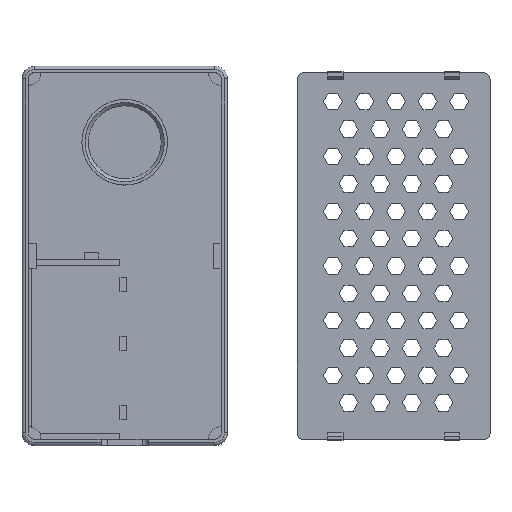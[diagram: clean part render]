
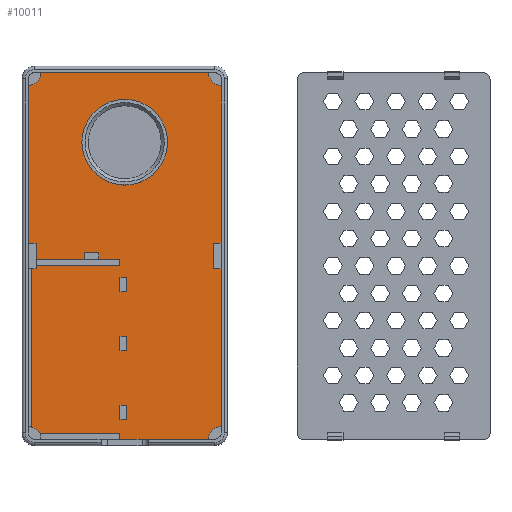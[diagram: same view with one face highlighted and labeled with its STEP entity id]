
A CAD part, top view. The second image highlights one B-rep face of the part: STEP entity #10011.
In plain terms, the highlighted planar face has unit normal (0, 0, 1).
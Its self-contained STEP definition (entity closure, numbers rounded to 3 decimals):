
#100=CIRCLE('',#10559,2.);
#101=CIRCLE('',#10560,2.);
#102=CIRCLE('',#10561,2.);
#103=CIRCLE('',#10562,13.55);
#2421=ORIENTED_EDGE('',*,*,#4064,.T.);
#2422=ORIENTED_EDGE('',*,*,#4144,.T.);
#2423=ORIENTED_EDGE('',*,*,#4051,.F.);
#2424=ORIENTED_EDGE('',*,*,#4145,.T.);
#2425=ORIENTED_EDGE('',*,*,#4090,.F.);
#2426=ORIENTED_EDGE('',*,*,#4146,.T.);
#2427=ORIENTED_EDGE('',*,*,#4130,.T.);
#2428=ORIENTED_EDGE('',*,*,#4147,.T.);
#2429=ORIENTED_EDGE('',*,*,#4148,.T.);
#2430=ORIENTED_EDGE('',*,*,#4149,.T.);
#2431=ORIENTED_EDGE('',*,*,#4150,.F.);
#2432=ORIENTED_EDGE('',*,*,#4151,.T.);
#2433=ORIENTED_EDGE('',*,*,#4152,.T.);
#2434=ORIENTED_EDGE('',*,*,#4153,.F.);
#2435=ORIENTED_EDGE('',*,*,#4154,.T.);
#2436=ORIENTED_EDGE('',*,*,#4155,.T.);
#2437=ORIENTED_EDGE('',*,*,#4156,.F.);
#2438=ORIENTED_EDGE('',*,*,#4157,.T.);
#2439=ORIENTED_EDGE('',*,*,#4158,.T.);
#2440=ORIENTED_EDGE('',*,*,#4159,.F.);
#2441=ORIENTED_EDGE('',*,*,#4160,.F.);
#2442=ORIENTED_EDGE('',*,*,#4161,.T.);
#2443=ORIENTED_EDGE('',*,*,#4162,.T.);
#2444=ORIENTED_EDGE('',*,*,#4163,.F.);
#2445=ORIENTED_EDGE('',*,*,#4164,.F.);
#2446=ORIENTED_EDGE('',*,*,#4165,.T.);
#2447=ORIENTED_EDGE('',*,*,#4166,.T.);
#2448=ORIENTED_EDGE('',*,*,#4167,.F.);
#2449=ORIENTED_EDGE('',*,*,#4168,.F.);
#2450=ORIENTED_EDGE('',*,*,#4169,.F.);
#4051=EDGE_CURVE('',#5095,#5096,#6380,.T.);
#4064=EDGE_CURVE('',#5109,#5108,#6392,.T.);
#4090=EDGE_CURVE('',#5134,#5135,#6415,.T.);
#4130=EDGE_CURVE('',#5170,#5169,#6447,.T.);
#4144=EDGE_CURVE('',#5108,#5096,#100,.T.);
#4145=EDGE_CURVE('',#5095,#5135,#101,.T.);
#4146=EDGE_CURVE('',#5134,#5170,#102,.T.);
#4147=EDGE_CURVE('',#5169,#5183,#6456,.T.);
#4148=EDGE_CURVE('',#5183,#5184,#6457,.T.);
#4149=EDGE_CURVE('',#5184,#5185,#6458,.T.);
#4150=EDGE_CURVE('',#5186,#5185,#6459,.T.);
#4151=EDGE_CURVE('',#5186,#5187,#6460,.T.);
#4152=EDGE_CURVE('',#5187,#5188,#6461,.T.);
#4153=EDGE_CURVE('',#5189,#5188,#6462,.T.);
#4154=EDGE_CURVE('',#5189,#5190,#6463,.T.);
#4155=EDGE_CURVE('',#5190,#5191,#6464,.T.);
#4156=EDGE_CURVE('',#5109,#5191,#6465,.T.);
#4157=EDGE_CURVE('',#5192,#5193,#6466,.T.);
#4158=EDGE_CURVE('',#5193,#5194,#6467,.T.);
#4159=EDGE_CURVE('',#5195,#5194,#6468,.T.);
#4160=EDGE_CURVE('',#5192,#5195,#6469,.T.);
#4161=EDGE_CURVE('',#5196,#5197,#6470,.T.);
#4162=EDGE_CURVE('',#5197,#5198,#6471,.T.);
#4163=EDGE_CURVE('',#5199,#5198,#6472,.T.);
#4164=EDGE_CURVE('',#5196,#5199,#6473,.T.);
#4165=EDGE_CURVE('',#5200,#5201,#6474,.T.);
#4166=EDGE_CURVE('',#5201,#5202,#6475,.T.);
#4167=EDGE_CURVE('',#5203,#5202,#6476,.T.);
#4168=EDGE_CURVE('',#5200,#5203,#6477,.T.);
#4169=EDGE_CURVE('',#5204,#5204,#103,.T.);
#5095=VERTEX_POINT('',#15396);
#5096=VERTEX_POINT('',#15398);
#5108=VERTEX_POINT('',#15423);
#5109=VERTEX_POINT('',#15425);
#5134=VERTEX_POINT('',#15477);
#5135=VERTEX_POINT('',#15478);
#5169=VERTEX_POINT('',#15553);
#5170=VERTEX_POINT('',#15555);
#5183=VERTEX_POINT('',#15586);
#5184=VERTEX_POINT('',#15588);
#5185=VERTEX_POINT('',#15590);
#5186=VERTEX_POINT('',#15592);
#5187=VERTEX_POINT('',#15594);
#5188=VERTEX_POINT('',#15596);
#5189=VERTEX_POINT('',#15598);
#5190=VERTEX_POINT('',#15600);
#5191=VERTEX_POINT('',#15602);
#5192=VERTEX_POINT('',#15605);
#5193=VERTEX_POINT('',#15606);
#5194=VERTEX_POINT('',#15608);
#5195=VERTEX_POINT('',#15610);
#5196=VERTEX_POINT('',#15613);
#5197=VERTEX_POINT('',#15614);
#5198=VERTEX_POINT('',#15616);
#5199=VERTEX_POINT('',#15618);
#5200=VERTEX_POINT('',#15621);
#5201=VERTEX_POINT('',#15622);
#5202=VERTEX_POINT('',#15624);
#5203=VERTEX_POINT('',#15626);
#5204=VERTEX_POINT('',#15629);
#6380=LINE('',#15397,#7699);
#6392=LINE('',#15424,#7711);
#6415=LINE('',#15476,#7734);
#6447=LINE('',#15554,#7766);
#6456=LINE('',#15585,#7775);
#6457=LINE('',#15587,#7776);
#6458=LINE('',#15589,#7777);
#6459=LINE('',#15591,#7778);
#6460=LINE('',#15593,#7779);
#6461=LINE('',#15595,#7780);
#6462=LINE('',#15597,#7781);
#6463=LINE('',#15599,#7782);
#6464=LINE('',#15601,#7783);
#6465=LINE('',#15603,#7784);
#6466=LINE('',#15604,#7785);
#6467=LINE('',#15607,#7786);
#6468=LINE('',#15609,#7787);
#6469=LINE('',#15611,#7788);
#6470=LINE('',#15612,#7789);
#6471=LINE('',#15615,#7790);
#6472=LINE('',#15617,#7791);
#6473=LINE('',#15619,#7792);
#6474=LINE('',#15620,#7793);
#6475=LINE('',#15623,#7794);
#6476=LINE('',#15625,#7795);
#6477=LINE('',#15627,#7796);
#7699=VECTOR('',#12569,1000.);
#7711=VECTOR('',#12585,1000.);
#7734=VECTOR('',#12616,1000.);
#7766=VECTOR('',#12668,1000.);
#7775=VECTOR('',#12695,1000.);
#7776=VECTOR('',#12696,1000.);
#7777=VECTOR('',#12697,1000.);
#7778=VECTOR('',#12698,1000.);
#7779=VECTOR('',#12699,1000.);
#7780=VECTOR('',#12700,1000.);
#7781=VECTOR('',#12701,1000.);
#7782=VECTOR('',#12702,1000.);
#7783=VECTOR('',#12703,1000.);
#7784=VECTOR('',#12704,1000.);
#7785=VECTOR('',#12705,1000.);
#7786=VECTOR('',#12706,1000.);
#7787=VECTOR('',#12707,1000.);
#7788=VECTOR('',#12708,1000.);
#7789=VECTOR('',#12709,1000.);
#7790=VECTOR('',#12710,1000.);
#7791=VECTOR('',#12711,1000.);
#7792=VECTOR('',#12712,1000.);
#7793=VECTOR('',#12713,1000.);
#7794=VECTOR('',#12714,1000.);
#7795=VECTOR('',#12715,1000.);
#7796=VECTOR('',#12716,1000.);
#8428=EDGE_LOOP('',(#2421,#2422,#2423,#2424,#2425,#2426,#2427,#2428,#2429,
#2430,#2431,#2432,#2433,#2434,#2435,#2436,#2437));
#8429=EDGE_LOOP('',(#2438,#2439,#2440,#2441));
#8430=EDGE_LOOP('',(#2442,#2443,#2444,#2445));
#8431=EDGE_LOOP('',(#2446,#2447,#2448,#2449));
#8432=EDGE_LOOP('',(#2450));
#9057=FACE_BOUND('',#8428,.T.);
#9058=FACE_BOUND('',#8429,.T.);
#9059=FACE_BOUND('',#8430,.T.);
#9060=FACE_BOUND('',#8431,.T.);
#9061=FACE_BOUND('',#8432,.T.);
#9562=PLANE('',#10558);
#10011=ADVANCED_FACE('',(#9057,#9058,#9059,#9060,#9061),#9562,.T.);
#10558=AXIS2_PLACEMENT_3D('',#15581,#12687,#12688);
#10559=AXIS2_PLACEMENT_3D('',#15582,#12689,#12690);
#10560=AXIS2_PLACEMENT_3D('',#15583,#12691,#12692);
#10561=AXIS2_PLACEMENT_3D('',#15584,#12693,#12694);
#10562=AXIS2_PLACEMENT_3D('',#15628,#12717,#12718);
#12569=DIRECTION('',(0.,-1.,0.));
#12585=DIRECTION('',(1.,0.,0.));
#12616=DIRECTION('',(1.,0.,0.));
#12668=DIRECTION('',(0.,-1.,0.));
#12687=DIRECTION('',(0.,0.,1.));
#12688=DIRECTION('',(1.,0.,0.));
#12689=DIRECTION('',(0.,0.,1.));
#12690=DIRECTION('',(1.,0.,0.));
#12691=DIRECTION('',(0.,0.,1.));
#12692=DIRECTION('',(1.,0.,0.));
#12693=DIRECTION('',(0.,0.,1.));
#12694=DIRECTION('',(1.,0.,0.));
#12695=DIRECTION('',(1.,0.,0.));
#12696=DIRECTION('',(0.,1.,0.));
#12697=DIRECTION('',(1.,0.,0.));
#12698=DIRECTION('',(0.,1.,0.));
#12699=DIRECTION('',(1.,0.,0.));
#12700=DIRECTION('',(0.,-1.,0.));
#12701=DIRECTION('',(1.,0.,0.));
#12702=DIRECTION('',(0.,-1.,0.));
#12703=DIRECTION('',(1.,0.,0.));
#12704=DIRECTION('',(0.,1.,0.));
#12705=DIRECTION('',(1.,0.,0.));
#12706=DIRECTION('',(0.,-1.,0.));
#12707=DIRECTION('',(1.,0.,0.));
#12708=DIRECTION('',(0.,-1.,0.));
#12709=DIRECTION('',(1.,0.,0.));
#12710=DIRECTION('',(0.,-1.,0.));
#12711=DIRECTION('',(1.,0.,0.));
#12712=DIRECTION('',(0.,-1.,0.));
#12713=DIRECTION('',(1.,0.,0.));
#12714=DIRECTION('',(0.,-1.,0.));
#12715=DIRECTION('',(1.,0.,0.));
#12716=DIRECTION('',(0.,-1.,0.));
#12717=DIRECTION('',(0.,0.,1.));
#12718=DIRECTION('',(1.,0.,0.));
#15396=CARTESIAN_POINT('',(30.5,56.,0.));
#15397=CARTESIAN_POINT('',(30.5,0.,0.));
#15398=CARTESIAN_POINT('',(30.5,-56.,0.));
#15423=CARTESIAN_POINT('',(28.5,-58.,0.));
#15424=CARTESIAN_POINT('',(14.5,-58.,0.));
#15425=CARTESIAN_POINT('',(-1.5,-58.,0.));
#15476=CARTESIAN_POINT('',(0.,58.,0.));
#15477=CARTESIAN_POINT('',(-28.5,58.,0.));
#15478=CARTESIAN_POINT('',(28.5,58.,0.));
#15553=CARTESIAN_POINT('',(-30.5,-1.,0.));
#15554=CARTESIAN_POINT('',(-30.5,-28.5,0.));
#15555=CARTESIAN_POINT('',(-30.5,56.,0.));
#15581=CARTESIAN_POINT('',(0.,0.,0.));
#15582=CARTESIAN_POINT('',(28.5,-56.,0.));
#15583=CARTESIAN_POINT('',(28.5,56.,0.));
#15584=CARTESIAN_POINT('',(-28.5,56.,0.));
#15585=CARTESIAN_POINT('',(-4.86,-1.,0.));
#15586=CARTESIAN_POINT('',(-12.72,-1.,0.));
#15587=CARTESIAN_POINT('',(-12.72,0.,0.));
#15588=CARTESIAN_POINT('',(-12.72,1.,0.));
#15589=CARTESIAN_POINT('',(-10.47,1.,0.));
#15590=CARTESIAN_POINT('',(-8.22,1.,0.));
#15591=CARTESIAN_POINT('',(-8.22,0.,0.));
#15592=CARTESIAN_POINT('',(-8.22,-1.,0.));
#15593=CARTESIAN_POINT('',(-4.86,-1.,0.));
#15594=CARTESIAN_POINT('',(-1.5,-1.,0.));
#15595=CARTESIAN_POINT('',(-1.5,-2.,0.));
#15596=CARTESIAN_POINT('',(-1.5,-3.,0.));
#15597=CARTESIAN_POINT('',(-15.5,-3.,0.));
#15598=CARTESIAN_POINT('',(-29.5,-3.,0.));
#15599=CARTESIAN_POINT('',(-29.5,-29.5,0.));
#15600=CARTESIAN_POINT('',(-29.5,-56.,0.));
#15601=CARTESIAN_POINT('',(-30.,-56.,0.));
#15602=CARTESIAN_POINT('',(-1.5,-56.,0.));
#15603=CARTESIAN_POINT('',(-1.5,-57.,0.));
#15604=CARTESIAN_POINT('',(-0.5,-6.823,0.));
#15605=CARTESIAN_POINT('',(-1.5,-6.823,0.));
#15606=CARTESIAN_POINT('',(0.5,-6.823,0.));
#15607=CARTESIAN_POINT('',(0.5,-9.073,0.));
#15608=CARTESIAN_POINT('',(0.5,-11.323,0.));
#15609=CARTESIAN_POINT('',(-0.5,-11.323,0.));
#15610=CARTESIAN_POINT('',(-1.5,-11.323,0.));
#15611=CARTESIAN_POINT('',(-1.5,-9.073,0.));
#15612=CARTESIAN_POINT('',(-0.5,-25.459,0.));
#15613=CARTESIAN_POINT('',(-1.5,-25.459,0.));
#15614=CARTESIAN_POINT('',(0.5,-25.459,0.));
#15615=CARTESIAN_POINT('',(0.5,-27.709,0.));
#15616=CARTESIAN_POINT('',(0.5,-29.959,0.));
#15617=CARTESIAN_POINT('',(-0.5,-29.959,0.));
#15618=CARTESIAN_POINT('',(-1.5,-29.959,0.));
#15619=CARTESIAN_POINT('',(-1.5,-27.709,0.));
#15620=CARTESIAN_POINT('',(-0.5,-47.193,0.));
#15621=CARTESIAN_POINT('',(-1.5,-47.193,0.));
#15622=CARTESIAN_POINT('',(0.5,-47.193,0.));
#15623=CARTESIAN_POINT('',(0.5,-49.443,0.));
#15624=CARTESIAN_POINT('',(0.5,-51.693,0.));
#15625=CARTESIAN_POINT('',(-0.5,-51.693,0.));
#15626=CARTESIAN_POINT('',(-1.5,-51.693,0.));
#15627=CARTESIAN_POINT('',(-1.5,-49.443,0.));
#15628=CARTESIAN_POINT('',(0.,36.,0.));
#15629=CARTESIAN_POINT('',(13.55,36.,0.));
